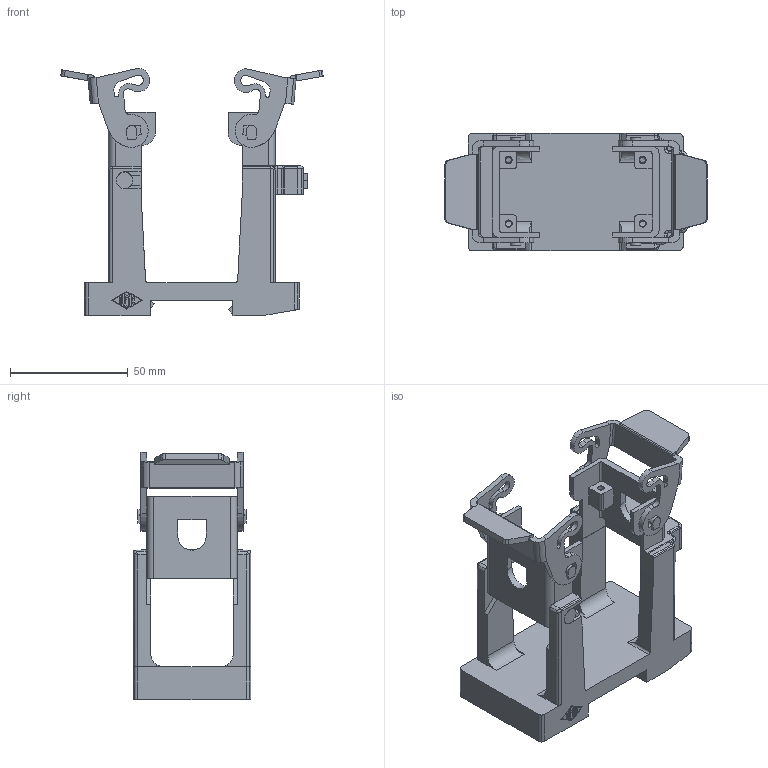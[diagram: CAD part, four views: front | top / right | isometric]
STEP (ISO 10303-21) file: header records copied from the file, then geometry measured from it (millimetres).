
FILE_DESCRIPTION((''),'2;1');
FILE_NAME('COB 10 BC.stp','2007-01-02T17:31:38',('gembarski'),(''),'Autodesk Inventor 7','Autodesk Inventor 7','');
FILE_SCHEMA(('AUTOMOTIVE_DESIGN { 1 0 10303 214 1 1 1 1 }'));
Length unit declared in the file: millimetre
Products named in the file (1): Einsatzhalter für die Montage auf DIN Schiene
Bounding box: 111.6 x 50 x 105.06 mm (x, y, z)
Volume: 98227.4 mm3; surface area: 40344.1 mm2
Topology: 1 solids, 1 shells, 534 faces, 1521 edges, 996 vertices
Faces by surface type: plane 228, cylinder 191, bspline 109, torus 6
Entity records: 18573 total; most frequent: CARTESIAN_POINT 4495, ORIENTED_EDGE 3034, DIRECTION 2887, EDGE_CURVE 1517, VERTEX_POINT 996, VECTOR 979, LINE 979, AXIS2_PLACEMENT_3D 954
